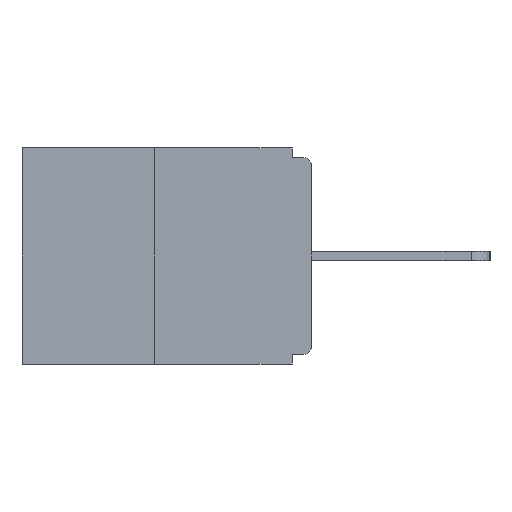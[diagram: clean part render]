
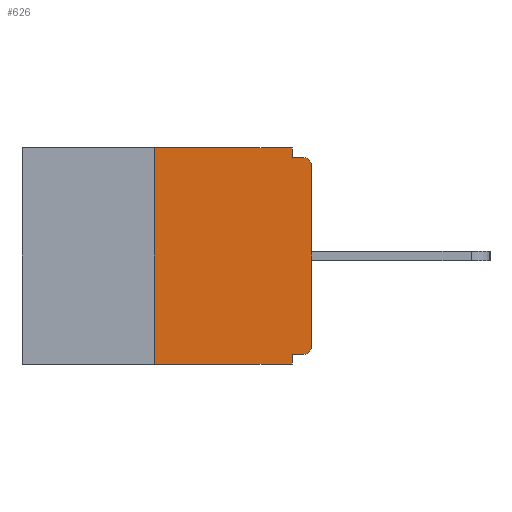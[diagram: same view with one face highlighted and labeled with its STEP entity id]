
A CAD part, left-side view. The second image highlights one B-rep face of the part: STEP entity #626.
In plain terms, the highlighted planar face has unit normal (-1, 0, 0).
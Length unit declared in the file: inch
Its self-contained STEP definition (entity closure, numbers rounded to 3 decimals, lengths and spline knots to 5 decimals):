
#217 = DIRECTION ( 'NONE',  ( 0., 0., -1. ) ) ;
#321 = VERTEX_POINT ( 'NONE', #4512 ) ;
#407 = CIRCLE ( 'NONE', #4444, 0.015 ) ;
#449 = CARTESIAN_POINT ( 'NONE',  ( 0., 0.015, -0.313 ) ) ;
#626 = ADVANCED_FACE ( 'NONE', ( #5033 ), #4794, .F. ) ;
#788 = VERTEX_POINT ( 'NONE', #11271 ) ;
#920 = DIRECTION ( 'NONE',  ( 0., 1., 0. ) ) ;
#1421 = ORIENTED_EDGE ( 'NONE', *, *, #6728, .T. ) ;
#1622 = DIRECTION ( 'NONE',  ( -1., 0., 0. ) ) ;
#1626 = LINE ( 'NONE', #8225, #7923 ) ;
#1639 = CARTESIAN_POINT ( 'NONE',  ( 0., 0.031, -0.343 ) ) ;
#2128 = ORIENTED_EDGE ( 'NONE', *, *, #5535, .F. ) ;
#2180 = ORIENTED_EDGE ( 'NONE', *, *, #3827, .F. ) ;
#2344 = LINE ( 'NONE', #6032, #2483 ) ;
#2411 = VERTEX_POINT ( 'NONE', #8383 ) ;
#2418 = CARTESIAN_POINT ( 'NONE',  ( 0., 0.015, -0.015 ) ) ;
#2483 = VECTOR ( 'NONE', #5151, 39.37008 ) ;
#2497 = CARTESIAN_POINT ( 'NONE',  ( 0., 0.25, 0. ) ) ;
#2725 = CIRCLE ( 'NONE', #8280, 0.015 ) ;
#2732 = VERTEX_POINT ( 'NONE', #9127 ) ;
#2804 = CARTESIAN_POINT ( 'NONE',  ( 0., 0.031, -0.343 ) ) ;
#2898 = VECTOR ( 'NONE', #9431, 39.37008 ) ;
#3004 = EDGE_LOOP ( 'NONE', ( #2128, #10474, #1421, #2180, #5683, #7185, #5222, #11407, #5133, #5732 ) ) ;
#3182 = LINE ( 'NONE', #2804, #10083 ) ;
#3240 = CARTESIAN_POINT ( 'NONE',  ( 0., 0., -0.313 ) ) ;
#3465 = LINE ( 'NONE', #10480, #6128 ) ;
#3653 = EDGE_CURVE ( 'NONE', #6777, #5516, #6819, .T. ) ;
#3765 = DIRECTION ( 'NONE',  ( -1., 0., 0. ) ) ;
#3795 = CARTESIAN_POINT ( 'NONE',  ( 0., 0.46, -0.343 ) ) ;
#3798 = EDGE_CURVE ( 'NONE', #7747, #10369, #3465, .T. ) ;
#3827 = EDGE_CURVE ( 'NONE', #321, #6133, #3182, .T. ) ;
#3902 = EDGE_CURVE ( 'NONE', #2732, #321, #10919, .T. ) ;
#4167 = CARTESIAN_POINT ( 'NONE',  ( 0., 0., -0.03 ) ) ;
#4444 = AXIS2_PLACEMENT_3D ( 'NONE', #9141, #3765, #10055 ) ;
#4482 = CARTESIAN_POINT ( 'NONE',  ( 0., 0., -0.328 ) ) ;
#4512 = CARTESIAN_POINT ( 'NONE',  ( 0., 0.031, -0.328 ) ) ;
#4633 = DIRECTION ( 'NONE',  ( 0., 0., -1. ) ) ;
#4794 = PLANE ( 'NONE',  #8861 ) ;
#5033 = FACE_OUTER_BOUND ( 'NONE', #3004, .T. ) ;
#5133 = ORIENTED_EDGE ( 'NONE', *, *, #3653, .F. ) ;
#5151 = DIRECTION ( 'NONE',  ( 0., -1., 0. ) ) ;
#5222 = ORIENTED_EDGE ( 'NONE', *, *, #3798, .T. ) ;
#5241 = LINE ( 'NONE', #3795, #6674 ) ;
#5382 = DIRECTION ( 'NONE',  ( 0., 0., 1. ) ) ;
#5516 = VERTEX_POINT ( 'NONE', #2418 ) ;
#5535 = EDGE_CURVE ( 'NONE', #2411, #788, #2344, .T. ) ;
#5607 = CARTESIAN_POINT ( 'NONE',  ( 0., 0.25, -0.343 ) ) ;
#5683 = ORIENTED_EDGE ( 'NONE', *, *, #3902, .F. ) ;
#5732 = ORIENTED_EDGE ( 'NONE', *, *, #8810, .F. ) ;
#6032 = CARTESIAN_POINT ( 'NONE',  ( 0., 0.46, 0. ) ) ;
#6042 = DIRECTION ( 'NONE',  ( 0., 0., 1. ) ) ;
#6128 = VECTOR ( 'NONE', #5382, 39.37008 ) ;
#6133 = VERTEX_POINT ( 'NONE', #1639 ) ;
#6674 = VECTOR ( 'NONE', #9217, 39.37008 ) ;
#6728 = EDGE_CURVE ( 'NONE', #9454, #6133, #5241, .T. ) ;
#6777 = VERTEX_POINT ( 'NONE', #10217 ) ;
#6819 = LINE ( 'NONE', #9507, #2898 ) ;
#7185 = ORIENTED_EDGE ( 'NONE', *, *, #9115, .T. ) ;
#7747 = VERTEX_POINT ( 'NONE', #3240 ) ;
#7923 = VECTOR ( 'NONE', #217, 39.37008 ) ;
#8225 = CARTESIAN_POINT ( 'NONE',  ( 0., 0.031, 0. ) ) ;
#8280 = AXIS2_PLACEMENT_3D ( 'NONE', #449, #1622, #11258 ) ;
#8357 = DIRECTION ( 'NONE',  ( 1., 0., 0. ) ) ;
#8383 = CARTESIAN_POINT ( 'NONE',  ( 0., 0.25, 0. ) ) ;
#8394 = VECTOR ( 'NONE', #920, 39.37008 ) ;
#8397 = CARTESIAN_POINT ( 'NONE',  ( 0., 0.46, 0. ) ) ;
#8810 = EDGE_CURVE ( 'NONE', #788, #6777, #1626, .T. ) ;
#8861 = AXIS2_PLACEMENT_3D ( 'NONE', #8397, #8357, #10329 ) ;
#9115 = EDGE_CURVE ( 'NONE', #2732, #7747, #2725, .T. ) ;
#9127 = CARTESIAN_POINT ( 'NONE',  ( 0., 0.015, -0.328 ) ) ;
#9141 = CARTESIAN_POINT ( 'NONE',  ( 0., 0.015, -0.03 ) ) ;
#9161 = EDGE_CURVE ( 'NONE', #9454, #2411, #9628, .T. ) ;
#9217 = DIRECTION ( 'NONE',  ( 0., -1., 0. ) ) ;
#9431 = DIRECTION ( 'NONE',  ( 0., -1., 0. ) ) ;
#9454 = VERTEX_POINT ( 'NONE', #5607 ) ;
#9507 = CARTESIAN_POINT ( 'NONE',  ( 0., 0., -0.015 ) ) ;
#9628 = LINE ( 'NONE', #2497, #11458 ) ;
#10055 = DIRECTION ( 'NONE',  ( 0., 0., -1. ) ) ;
#10083 = VECTOR ( 'NONE', #4633, 39.37008 ) ;
#10198 = EDGE_CURVE ( 'NONE', #10369, #5516, #407, .T. ) ;
#10217 = CARTESIAN_POINT ( 'NONE',  ( 0., 0.031, -0.015 ) ) ;
#10329 = DIRECTION ( 'NONE',  ( 0., 0., -1. ) ) ;
#10369 = VERTEX_POINT ( 'NONE', #4167 ) ;
#10474 = ORIENTED_EDGE ( 'NONE', *, *, #9161, .F. ) ;
#10480 = CARTESIAN_POINT ( 'NONE',  ( 0., 0., 0. ) ) ;
#10919 = LINE ( 'NONE', #4482, #8394 ) ;
#11258 = DIRECTION ( 'NONE',  ( 0., 0., -1. ) ) ;
#11271 = CARTESIAN_POINT ( 'NONE',  ( 0., 0.031, 0. ) ) ;
#11407 = ORIENTED_EDGE ( 'NONE', *, *, #10198, .T. ) ;
#11458 = VECTOR ( 'NONE', #6042, 39.37008 ) ;
